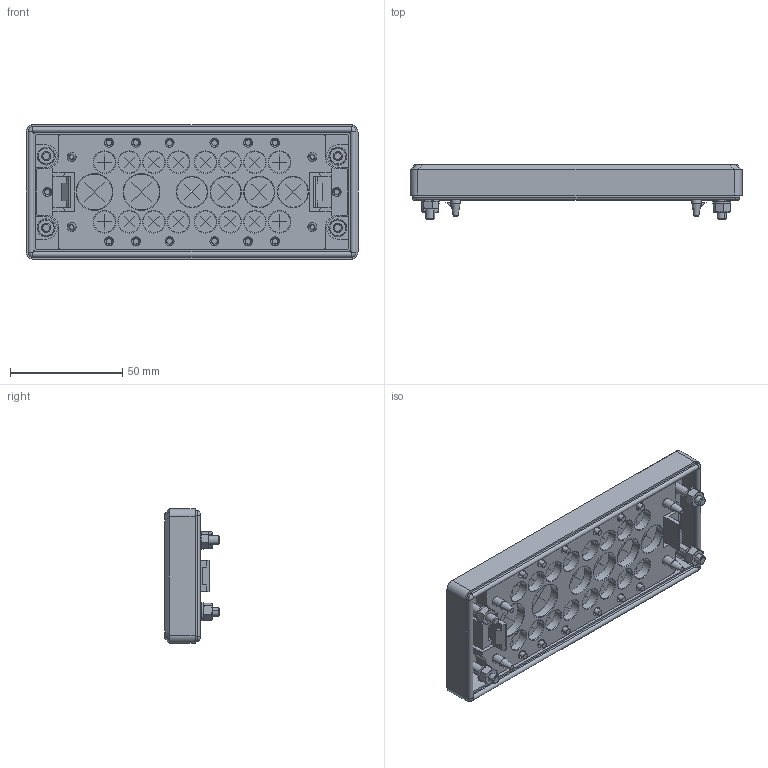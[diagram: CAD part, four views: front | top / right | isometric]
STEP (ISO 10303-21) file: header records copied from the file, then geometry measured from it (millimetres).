
FILE_DESCRIPTION (( 'STEP AP203' ), '1' );
FILE_NAME ('BRM22-1.step', '2022-05-16T15:46:46', ( '' ), ( '' ), 'SwSTEP 2.0', 'SolidWorks 2021', '' );
FILE_SCHEMA (( 'CONFIG_CONTROL_DESIGN' ));
Length unit declared in the file: millimetre
Products named in the file (1): BRM22-1
Bounding box: 148 x 24.2 x 60 mm (x, y, z)
Volume: 90384.3 mm3; surface area: 90889 mm2
Topology: 18 solids, 18 shells, 1433 faces, 3774 edges, 2407 vertices
Faces by surface type: cylinder 678, plane 449, cone 274, torus 24, bspline 8
Entity records: 45480 total; most frequent: CARTESIAN_POINT 8382, DIRECTION 8070, ORIENTED_EDGE 7528, EDGE_CURVE 3764, AXIS2_PLACEMENT_3D 3064, VERTEX_POINT 2407, VECTOR 1942, LINE 1942
